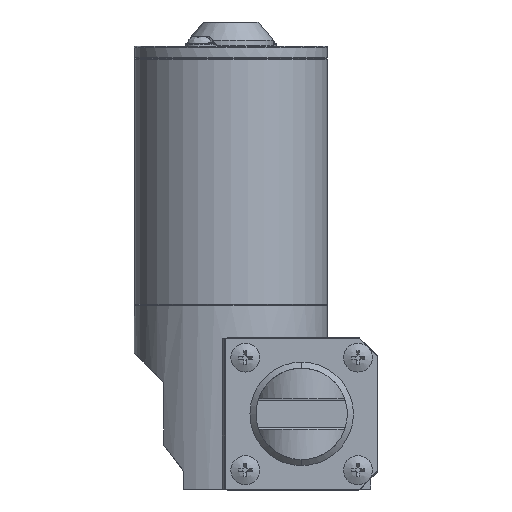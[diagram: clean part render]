
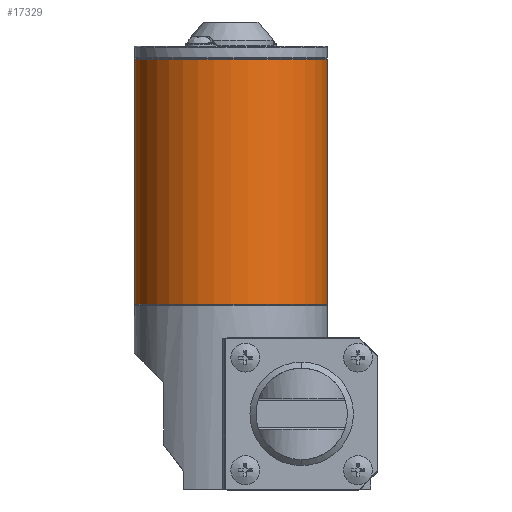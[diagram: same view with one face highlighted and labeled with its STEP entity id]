
A CAD part, front view. The second image highlights one B-rep face of the part: STEP entity #17329.
In plain terms, the highlighted cylindrical face has radius 31.845 mm (diameter 63.691 mm), a partial arc.
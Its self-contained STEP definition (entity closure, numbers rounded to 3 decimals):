
#622 = LINE ( 'NONE', #10194, #629 ) ;
#624 = LINE ( 'NONE', #10188, #626 ) ;
#626 = VECTOR ( 'NONE', #10183, 1000. ) ;
#629 = VECTOR ( 'NONE', #10190, 1000. ) ;
#1632 = EDGE_CURVE ( 'NONE', #3281, #3280, #3744, .T. ) ;
#1633 = EDGE_CURVE ( 'NONE', #3287, #3286, #3745, .T. ) ;
#1847 = ORIENTED_EDGE ( 'NONE', *, *, #4813, .T. ) ;
#2271 = FACE_OUTER_BOUND ( 'NONE', #8832, .T. ) ;
#2277 = CYLINDRICAL_SURFACE ( 'NONE', #2403, 31.845 ) ;
#2403 = AXIS2_PLACEMENT_3D ( 'NONE', #6907, #6908, #6916 ) ;
#3106 = ORIENTED_EDGE ( 'NONE', *, *, #1633, .T. ) ;
#3280 = VERTEX_POINT ( 'NONE', #4289 ) ;
#3281 = VERTEX_POINT ( 'NONE', #4290 ) ;
#3286 = VERTEX_POINT ( 'NONE', #4295 ) ;
#3287 = VERTEX_POINT ( 'NONE', #4296 ) ;
#3744 = CIRCLE ( 'NONE', #18972, 31.845 ) ;
#3745 = CIRCLE ( 'NONE', #18974, 31.845 ) ;
#4289 = CARTESIAN_POINT ( 'NONE',  ( 8.565, 34.905, 35.974 ) ) ;
#4290 = CARTESIAN_POINT ( 'NONE',  ( -55.126, 34.905, 35.974 ) ) ;
#4295 = CARTESIAN_POINT ( 'NONE',  ( -55.126, 34.905, 116.816 ) ) ;
#4296 = CARTESIAN_POINT ( 'NONE',  ( 8.565, 34.905, 116.816 ) ) ;
#4813 = EDGE_CURVE ( 'NONE', #3280, #3287, #624, .T. ) ;
#4815 = EDGE_CURVE ( 'NONE', #3281, #3286, #622, .T. ) ;
#6907 = CARTESIAN_POINT ( 'NONE',  ( -23.281, 34.905, 35.773 ) ) ;
#6908 = DIRECTION ( 'NONE',  ( 0., 0., 1. ) ) ;
#6916 = DIRECTION ( 'NONE',  ( 1., 0., 0. ) ) ;
#7739 = ORIENTED_EDGE ( 'NONE', *, *, #4815, .F. ) ;
#7740 = ORIENTED_EDGE ( 'NONE', *, *, #1632, .T. ) ;
#8832 = EDGE_LOOP ( 'NONE', ( #7739, #7740, #1847, #3106 ) ) ;
#10183 = DIRECTION ( 'NONE',  ( 0., 0., 1. ) ) ;
#10188 = CARTESIAN_POINT ( 'NONE',  ( 8.565, 34.905, 35.773 ) ) ;
#10190 = DIRECTION ( 'NONE',  ( 0., 0., 1. ) ) ;
#10194 = CARTESIAN_POINT ( 'NONE',  ( -55.126, 34.905, 35.773 ) ) ;
#15552 = CARTESIAN_POINT ( 'NONE',  ( -23.281, 34.905, 35.974 ) ) ;
#15553 = DIRECTION ( 'NONE',  ( 0., 0., 1. ) ) ;
#15555 = DIRECTION ( 'NONE',  ( 1., 0., 0. ) ) ;
#15558 = CARTESIAN_POINT ( 'NONE',  ( -23.281, 34.905, 116.816 ) ) ;
#15560 = DIRECTION ( 'NONE',  ( 0., 0., -1. ) ) ;
#15561 = DIRECTION ( 'NONE',  ( 1., 0., 0. ) ) ;
#17329 = ADVANCED_FACE ( 'NONE', ( #2271 ), #2277, .T. ) ;
#18972 = AXIS2_PLACEMENT_3D ( 'NONE', #15552, #15553, #15555 ) ;
#18974 = AXIS2_PLACEMENT_3D ( 'NONE', #15558, #15560, #15561 ) ;
